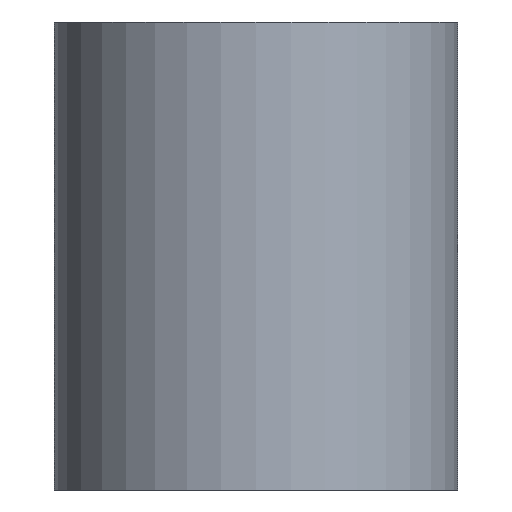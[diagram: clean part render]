
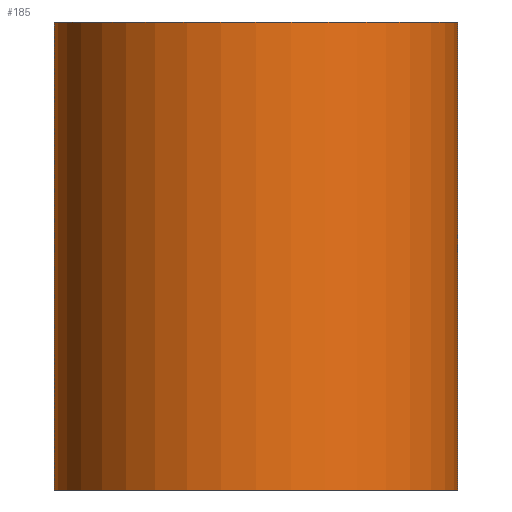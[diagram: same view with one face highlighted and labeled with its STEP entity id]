
A CAD part, front view. The second image highlights one B-rep face of the part: STEP entity #185.
In plain terms, the highlighted cylindrical face has radius 1.55 mm (diameter 3.1 mm), a partial arc.
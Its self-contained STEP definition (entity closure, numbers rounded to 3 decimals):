
#30=FACE_OUTER_BOUND('',#43,.T.);
#43=EDGE_LOOP('',(#155,#156,#157,#158));
#54=LINE('',#299,#68);
#59=LINE('',#322,#73);
#68=VECTOR('',#241,10.);
#73=VECTOR('',#268,10.);
#81=CIRCLE('',#213,1.55);
#83=CIRCLE('',#216,1.55);
#92=VERTEX_POINT('',#296);
#93=VERTEX_POINT('',#298);
#97=VERTEX_POINT('',#310);
#99=VERTEX_POINT('',#316);
#110=EDGE_CURVE('',#93,#92,#54,.T.);
#116=EDGE_CURVE('',#97,#93,#81,.T.);
#120=EDGE_CURVE('',#92,#99,#83,.T.);
#122=EDGE_CURVE('',#99,#97,#59,.T.);
#155=ORIENTED_EDGE('',*,*,#120,.T.);
#156=ORIENTED_EDGE('',*,*,#122,.T.);
#157=ORIENTED_EDGE('',*,*,#116,.T.);
#158=ORIENTED_EDGE('',*,*,#110,.T.);
#176=CYLINDRICAL_SURFACE('',#218,1.55);
#185=ADVANCED_FACE('',(#30),#176,.T.);
#213=AXIS2_PLACEMENT_3D('',#311,#254,#255);
#216=AXIS2_PLACEMENT_3D('',#318,#262,#263);
#218=AXIS2_PLACEMENT_3D('',#321,#266,#267);
#241=DIRECTION('',(0.,0.,1.));
#254=DIRECTION('center_axis',(0.,0.,1.));
#255=DIRECTION('ref_axis',(0.707,-0.707,0.));
#262=DIRECTION('center_axis',(0.,0.,-1.));
#263=DIRECTION('ref_axis',(-0.707,-0.707,0.));
#266=DIRECTION('center_axis',(0.,0.,1.));
#267=DIRECTION('ref_axis',(0.707,-0.707,0.));
#268=DIRECTION('',(0.,0.,-1.));
#296=CARTESIAN_POINT('',(1.9,12.85,5.227));
#298=CARTESIAN_POINT('',(1.9,12.85,1.627));
#299=CARTESIAN_POINT('',(1.9,12.85,2.527));
#310=CARTESIAN_POINT('',(-1.2,12.85,1.627));
#311=CARTESIAN_POINT('Origin',(0.35,12.85,1.627));
#316=CARTESIAN_POINT('',(-1.2,12.85,5.227));
#318=CARTESIAN_POINT('Origin',(0.35,12.85,5.227));
#321=CARTESIAN_POINT('Origin',(0.35,12.85,2.527));
#322=CARTESIAN_POINT('',(-1.2,12.85,4.327));
